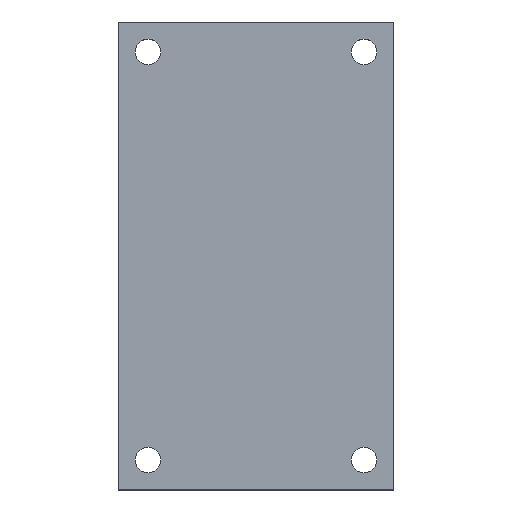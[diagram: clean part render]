
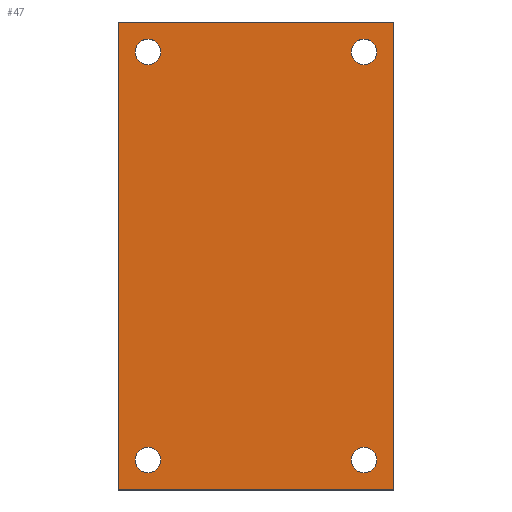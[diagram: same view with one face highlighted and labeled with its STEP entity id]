
A CAD part, top view. The second image highlights one B-rep face of the part: STEP entity #47.
In plain terms, the highlighted planar face has unit normal (0, 0, 1).
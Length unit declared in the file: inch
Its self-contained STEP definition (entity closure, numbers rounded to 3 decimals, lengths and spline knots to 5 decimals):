
#2 = DIRECTION ( 'NONE',  ( 0., 0., -1. ) ) ;
#12 = DIRECTION ( 'NONE',  ( 0., 0., -1. ) ) ;
#22 = VERTEX_POINT ( 'NONE', #259 ) ;
#23 = FACE_BOUND ( 'NONE', #181, .T. ) ;
#24 = VERTEX_POINT ( 'NONE', #222 ) ;
#25 = DIRECTION ( 'NONE',  ( 0., 0., -1. ) ) ;
#30 = CARTESIAN_POINT ( 'NONE',  ( 1.1255, -2.1255, 0.1 ) ) ;
#38 = AXIS2_PLACEMENT_3D ( 'NONE', #30, #2, #318 ) ;
#39 = DIRECTION ( 'NONE',  ( -1., 0., 0. ) ) ;
#42 = CARTESIAN_POINT ( 'NONE',  ( 0.993, 2.1255, 0.1 ) ) ;
#47 = ADVANCED_FACE ( 'NONE', ( #208, #244, #23, #250, #53 ), #82, .T. ) ;
#52 = EDGE_CURVE ( 'NONE', #319, #319, #133, .T. ) ;
#53 = FACE_BOUND ( 'NONE', #157, .T. ) ;
#54 = ORIENTED_EDGE ( 'NONE', *, *, #201, .T. ) ;
#57 = CARTESIAN_POINT ( 'NONE',  ( 1.4375, -2.4375, 0.1 ) ) ;
#58 = AXIS2_PLACEMENT_3D ( 'NONE', #199, #12, #119 ) ;
#75 = VECTOR ( 'NONE', #130, 39.37008 ) ;
#78 = CARTESIAN_POINT ( 'NONE',  ( 1.1255, 2.1255, 0.1 ) ) ;
#82 = PLANE ( 'NONE',  #168 ) ;
#86 = CARTESIAN_POINT ( 'NONE',  ( -1.4375, -2.4375, 0.1 ) ) ;
#90 = CARTESIAN_POINT ( 'NONE',  ( 1.4375, -2.4375, 0.1 ) ) ;
#109 = DIRECTION ( 'NONE',  ( -1., 0., 0. ) ) ;
#112 = CARTESIAN_POINT ( 'NONE',  ( -1.1255, -2.1255, 0.1 ) ) ;
#119 = DIRECTION ( 'NONE',  ( -1., 0., 0. ) ) ;
#122 = EDGE_CURVE ( 'NONE', #284, #147, #302, .T. ) ;
#124 = EDGE_CURVE ( 'NONE', #277, #24, #304, .T. ) ;
#125 = VECTOR ( 'NONE', #214, 39.37008 ) ;
#126 = EDGE_LOOP ( 'NONE', ( #293 ) ) ;
#129 = DIRECTION ( 'NONE',  ( 0., 1., 0. ) ) ;
#130 = DIRECTION ( 'NONE',  ( -1., 0., 0. ) ) ;
#132 = DIRECTION ( 'NONE',  ( 0., -1., 0. ) ) ;
#133 = CIRCLE ( 'NONE', #58, 0.1325 ) ;
#138 = EDGE_CURVE ( 'NONE', #24, #284, #146, .T. ) ;
#142 = EDGE_LOOP ( 'NONE', ( #218 ) ) ;
#144 = AXIS2_PLACEMENT_3D ( 'NONE', #78, #155, #109 ) ;
#146 = LINE ( 'NONE', #299, #75 ) ;
#147 = VERTEX_POINT ( 'NONE', #154 ) ;
#153 = EDGE_CURVE ( 'NONE', #190, #190, #272, .T. ) ;
#154 = CARTESIAN_POINT ( 'NONE',  ( -1.4375, -2.4375, 0.1 ) ) ;
#155 = DIRECTION ( 'NONE',  ( 0., 0., -1. ) ) ;
#157 = EDGE_LOOP ( 'NONE', ( #54 ) ) ;
#161 = EDGE_CURVE ( 'NONE', #147, #277, #338, .T. ) ;
#168 = AXIS2_PLACEMENT_3D ( 'NONE', #86, #193, #226 ) ;
#181 = EDGE_LOOP ( 'NONE', ( #196 ) ) ;
#186 = ORIENTED_EDGE ( 'NONE', *, *, #138, .T. ) ;
#190 = VERTEX_POINT ( 'NONE', #42 ) ;
#193 = DIRECTION ( 'NONE',  ( 0., 0., 1. ) ) ;
#195 = CIRCLE ( 'NONE', #38, 0.1325 ) ;
#196 = ORIENTED_EDGE ( 'NONE', *, *, #153, .T. ) ;
#199 = CARTESIAN_POINT ( 'NONE',  ( -1.1255, 2.1255, 0.1 ) ) ;
#201 = EDGE_CURVE ( 'NONE', #215, #215, #345, .T. ) ;
#208 = FACE_OUTER_BOUND ( 'NONE', #252, .T. ) ;
#214 = DIRECTION ( 'NONE',  ( 1., 0., 0. ) ) ;
#215 = VERTEX_POINT ( 'NONE', #254 ) ;
#216 = VECTOR ( 'NONE', #132, 39.37008 ) ;
#217 = AXIS2_PLACEMENT_3D ( 'NONE', #112, #25, #39 ) ;
#218 = ORIENTED_EDGE ( 'NONE', *, *, #258, .T. ) ;
#221 = CARTESIAN_POINT ( 'NONE',  ( -1.4375, 2.4375, 0.1 ) ) ;
#222 = CARTESIAN_POINT ( 'NONE',  ( 1.4375, 2.4375, 0.1 ) ) ;
#226 = DIRECTION ( 'NONE',  ( 1., 0., 0. ) ) ;
#232 = VECTOR ( 'NONE', #129, 39.37008 ) ;
#241 = ORIENTED_EDGE ( 'NONE', *, *, #122, .T. ) ;
#244 = FACE_BOUND ( 'NONE', #126, .T. ) ;
#246 = CARTESIAN_POINT ( 'NONE',  ( -1.4375, -2.4375, 0.1 ) ) ;
#250 = FACE_BOUND ( 'NONE', #142, .T. ) ;
#252 = EDGE_LOOP ( 'NONE', ( #283, #186, #241, #291 ) ) ;
#254 = CARTESIAN_POINT ( 'NONE',  ( -1.258, -2.1255, 0.1 ) ) ;
#258 = EDGE_CURVE ( 'NONE', #22, #22, #195, .T. ) ;
#259 = CARTESIAN_POINT ( 'NONE',  ( 0.993, -2.1255, 0.1 ) ) ;
#269 = CARTESIAN_POINT ( 'NONE',  ( -1.4375, -2.4375, 0.1 ) ) ;
#272 = CIRCLE ( 'NONE', #144, 0.1325 ) ;
#277 = VERTEX_POINT ( 'NONE', #90 ) ;
#283 = ORIENTED_EDGE ( 'NONE', *, *, #124, .T. ) ;
#284 = VERTEX_POINT ( 'NONE', #221 ) ;
#286 = CARTESIAN_POINT ( 'NONE',  ( -1.258, 2.1255, 0.1 ) ) ;
#291 = ORIENTED_EDGE ( 'NONE', *, *, #161, .T. ) ;
#293 = ORIENTED_EDGE ( 'NONE', *, *, #52, .T. ) ;
#299 = CARTESIAN_POINT ( 'NONE',  ( -1.4375, 2.4375, 0.1 ) ) ;
#302 = LINE ( 'NONE', #246, #216 ) ;
#304 = LINE ( 'NONE', #57, #232 ) ;
#318 = DIRECTION ( 'NONE',  ( -1., 0., 0. ) ) ;
#319 = VERTEX_POINT ( 'NONE', #286 ) ;
#338 = LINE ( 'NONE', #269, #125 ) ;
#345 = CIRCLE ( 'NONE', #217, 0.1325 ) ;
